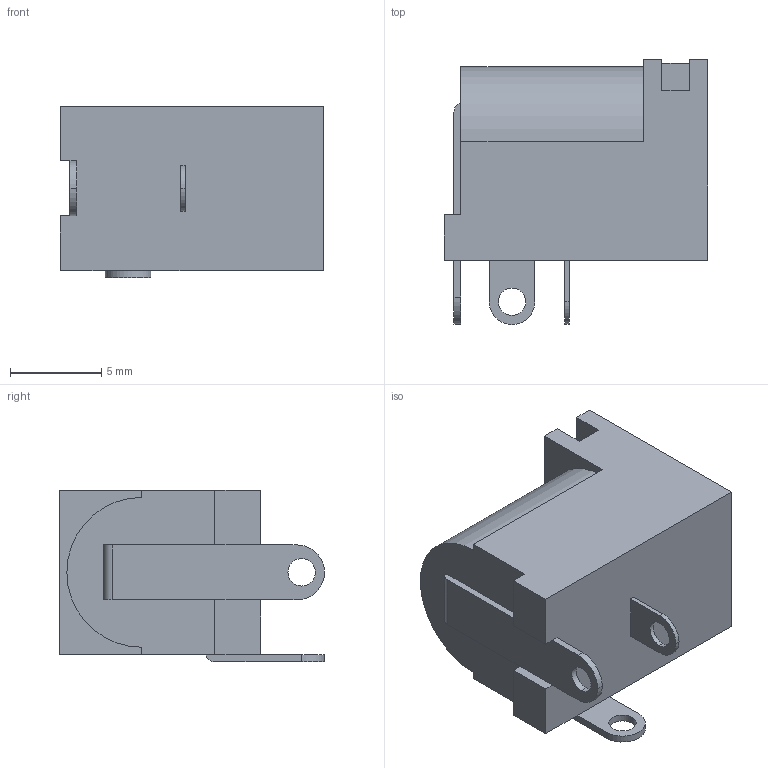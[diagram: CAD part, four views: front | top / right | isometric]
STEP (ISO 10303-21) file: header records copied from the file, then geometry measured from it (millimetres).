
FILE_DESCRIPTION((''),'2;1');
FILE_NAME('PJ-002AH','2015-10-23T',('SYSTEM'),(''),'PRO/ENGINEER BY PARAMETRIC TECHNOLOGY CORPORATION, 2015110','PRO/ENGINEER BY PARAMETRIC TECHNOLOGY CORPORATION, 2015110','');
FILE_SCHEMA(('AUTOMOTIVE_DESIGN { 1 0 10303 214 1 1 1 1 }'));
Length unit declared in the file: millimetre
Products named in the file (1): PJ-002AH
Bounding box: 14.4 x 14.5 x 9.4 mm (x, y, z)
Volume: 1005.1 mm3; surface area: 1002.4 mm2
Topology: 1 solids, 1 shells, 59 faces, 154 edges, 100 vertices
Faces by surface type: plane 39, cylinder 18, cone 2
Entity records: 2287 total; most frequent: CARTESIAN_POINT 315, DIRECTION 310, ORIENTED_EDGE 308, EDGE_CURVE 154, VECTOR 116, LINE 116, VERTEX_POINT 100, AXIS2_PLACEMENT_3D 97
